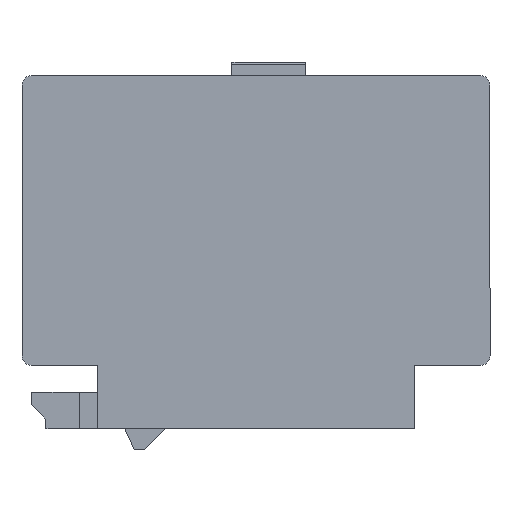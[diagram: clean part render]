
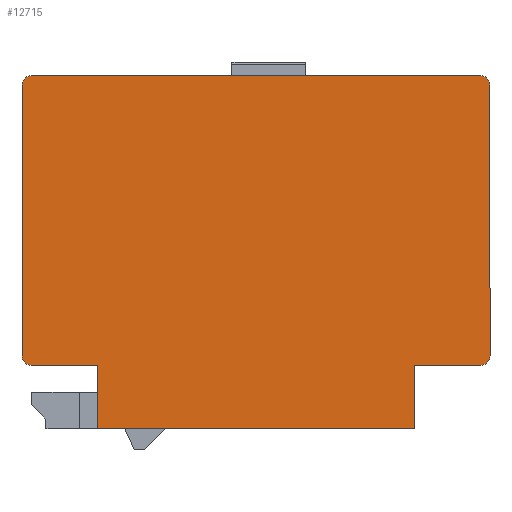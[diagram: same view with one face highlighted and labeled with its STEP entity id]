
A CAD part, left-side view. The second image highlights one B-rep face of the part: STEP entity #12715.
In plain terms, the highlighted planar face has unit normal (-1, 0, 0).
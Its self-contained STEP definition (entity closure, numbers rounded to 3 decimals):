
#207 = CARTESIAN_POINT ( 'NONE',  ( 10.95, 48.8, 1. ) ) ;
#227 = DIRECTION ( 'NONE',  ( -1., 0., 0. ) ) ;
#623 = EDGE_CURVE ( 'NONE', #5678, #8177, #5859, .T. ) ;
#702 = VERTEX_POINT ( 'NONE', #10950 ) ;
#808 = VERTEX_POINT ( 'NONE', #3094 ) ;
#873 = LINE ( 'NONE', #8119, #1345 ) ;
#976 = AXIS2_PLACEMENT_3D ( 'NONE', #9327, #10398, #11278 ) ;
#984 = CARTESIAN_POINT ( 'NONE',  ( 10.95, 1., 29.2 ) ) ;
#1004 = ORIENTED_EDGE ( 'NONE', *, *, #1420, .F. ) ;
#1017 = AXIS2_PLACEMENT_3D ( 'NONE', #984, #8943, #7979 ) ;
#1198 = LINE ( 'NONE', #11992, #1639 ) ;
#1296 = CARTESIAN_POINT ( 'NONE',  ( 10.95, 48.8, -6.601 ) ) ;
#1309 = CARTESIAN_POINT ( 'NONE',  ( 10.95, 48.8, 29.2 ) ) ;
#1316 = ORIENTED_EDGE ( 'NONE', *, *, #10715, .T. ) ;
#1345 = VECTOR ( 'NONE', #4256, 1000. ) ;
#1420 = EDGE_CURVE ( 'NONE', #8018, #2229, #6290, .T. ) ;
#1508 = ORIENTED_EDGE ( 'NONE', *, *, #5004, .T. ) ;
#1639 = VECTOR ( 'NONE', #11054, 1000. ) ;
#1899 = VERTEX_POINT ( 'NONE', #5018 ) ;
#1947 = ORIENTED_EDGE ( 'NONE', *, *, #4057, .T. ) ;
#2003 = DIRECTION ( 'NONE',  ( 0., 0., 1. ) ) ;
#2229 = VERTEX_POINT ( 'NONE', #1309 ) ;
#2320 = DIRECTION ( 'NONE',  ( 0., 0., 1. ) ) ;
#2338 = CARTESIAN_POINT ( 'NONE',  ( 10.95, 1., 0. ) ) ;
#2399 = EDGE_CURVE ( 'NONE', #8177, #11875, #7974, .T. ) ;
#2714 = CARTESIAN_POINT ( 'NONE',  ( 10.95, 0., -6.601 ) ) ;
#3094 = CARTESIAN_POINT ( 'NONE',  ( 10.95, 7.9, 0. ) ) ;
#3304 = PLANE ( 'NONE',  #10789 ) ;
#3335 = CIRCLE ( 'NONE', #4829, 1. ) ;
#3401 = ORIENTED_EDGE ( 'NONE', *, *, #4212, .T. ) ;
#3469 = DIRECTION ( 'NONE',  ( 0., -1., 0. ) ) ;
#3896 = FACE_OUTER_BOUND ( 'NONE', #8128, .T. ) ;
#3908 = CARTESIAN_POINT ( 'NONE',  ( 10.95, 7.9, -6.6 ) ) ;
#4000 = VERTEX_POINT ( 'NONE', #3908 ) ;
#4057 = EDGE_CURVE ( 'NONE', #11875, #10116, #12287, .T. ) ;
#4082 = CARTESIAN_POINT ( 'NONE',  ( 10.95, 39.4, -6.6 ) ) ;
#4133 = ORIENTED_EDGE ( 'NONE', *, *, #8916, .T. ) ;
#4212 = EDGE_CURVE ( 'NONE', #9088, #7000, #10581, .T. ) ;
#4256 = DIRECTION ( 'NONE',  ( 0., 1., 0. ) ) ;
#4740 = DIRECTION ( 'NONE',  ( 0., 0., -1. ) ) ;
#4829 = AXIS2_PLACEMENT_3D ( 'NONE', #9060, #227, #7193 ) ;
#4905 = DIRECTION ( 'NONE',  ( 0., 1., 0. ) ) ;
#5004 = EDGE_CURVE ( 'NONE', #1899, #4000, #5113, .T. ) ;
#5018 = CARTESIAN_POINT ( 'NONE',  ( 10.95, 40.9, -6.6 ) ) ;
#5113 = LINE ( 'NONE', #4082, #8677 ) ;
#5123 = CARTESIAN_POINT ( 'NONE',  ( 10.95, 0., 29.2 ) ) ;
#5136 = DIRECTION ( 'NONE',  ( 0., -1., 0. ) ) ;
#5249 = VECTOR ( 'NONE', #4740, 1000. ) ;
#5342 = VECTOR ( 'NONE', #6670, 1000. ) ;
#5507 = CARTESIAN_POINT ( 'NONE',  ( 10.95, 48.8, 0. ) ) ;
#5678 = VERTEX_POINT ( 'NONE', #2338 ) ;
#5859 = CIRCLE ( 'NONE', #7014, 1. ) ;
#6253 = DIRECTION ( 'NONE',  ( 0., 0., -1. ) ) ;
#6290 = LINE ( 'NONE', #1296, #10185 ) ;
#6565 = ORIENTED_EDGE ( 'NONE', *, *, #7893, .T. ) ;
#6580 = LINE ( 'NONE', #7792, #9685 ) ;
#6670 = DIRECTION ( 'NONE',  ( 0., 0., 1. ) ) ;
#6718 = CARTESIAN_POINT ( 'NONE',  ( 10.95, 40.9, 0. ) ) ;
#6789 = CIRCLE ( 'NONE', #976, 1. ) ;
#7000 = VERTEX_POINT ( 'NONE', #6718 ) ;
#7014 = AXIS2_PLACEMENT_3D ( 'NONE', #7903, #11725, #4905 ) ;
#7193 = DIRECTION ( 'NONE',  ( 0., 0., -1. ) ) ;
#7376 = ORIENTED_EDGE ( 'NONE', *, *, #8535, .T. ) ;
#7563 = CARTESIAN_POINT ( 'NONE',  ( 10.95, 0., 1. ) ) ;
#7743 = CARTESIAN_POINT ( 'NONE',  ( 10.95, 40.9, -8.801 ) ) ;
#7792 = CARTESIAN_POINT ( 'NONE',  ( 10.95, 7.9, -8.801 ) ) ;
#7893 = EDGE_CURVE ( 'NONE', #7000, #1899, #10380, .T. ) ;
#7903 = CARTESIAN_POINT ( 'NONE',  ( 10.95, 1., 1. ) ) ;
#7974 = LINE ( 'NONE', #2714, #5342 ) ;
#7979 = DIRECTION ( 'NONE',  ( 0., 0., -1. ) ) ;
#8018 = VERTEX_POINT ( 'NONE', #207 ) ;
#8119 = CARTESIAN_POINT ( 'NONE',  ( 10.95, 48.8, 30.2 ) ) ;
#8128 = EDGE_LOOP ( 'NONE', ( #1947, #4133, #7376, #1004, #1316, #3401, #6565, #1508, #9669, #11294, #10331, #11900 ) ) ;
#8177 = VERTEX_POINT ( 'NONE', #7563 ) ;
#8535 = EDGE_CURVE ( 'NONE', #702, #2229, #6789, .T. ) ;
#8677 = VECTOR ( 'NONE', #5136, 1000. ) ;
#8842 = EDGE_CURVE ( 'NONE', #808, #5678, #1198, .T. ) ;
#8863 = VECTOR ( 'NONE', #3469, 1000. ) ;
#8916 = EDGE_CURVE ( 'NONE', #10116, #702, #873, .T. ) ;
#8943 = DIRECTION ( 'NONE',  ( -1., 0., 0. ) ) ;
#9060 = CARTESIAN_POINT ( 'NONE',  ( 10.95, 47.8, 1. ) ) ;
#9088 = VERTEX_POINT ( 'NONE', #10297 ) ;
#9327 = CARTESIAN_POINT ( 'NONE',  ( 10.95, 47.8, 29.2 ) ) ;
#9669 = ORIENTED_EDGE ( 'NONE', *, *, #11032, .T. ) ;
#9685 = VECTOR ( 'NONE', #2003, 1000. ) ;
#10116 = VERTEX_POINT ( 'NONE', #11468 ) ;
#10185 = VECTOR ( 'NONE', #2320, 1000. ) ;
#10254 = DIRECTION ( 'NONE',  ( 1., 0., 0. ) ) ;
#10297 = CARTESIAN_POINT ( 'NONE',  ( 10.95, 47.8, 0. ) ) ;
#10331 = ORIENTED_EDGE ( 'NONE', *, *, #623, .T. ) ;
#10380 = LINE ( 'NONE', #7743, #5249 ) ;
#10398 = DIRECTION ( 'NONE',  ( -1., 0., 0. ) ) ;
#10581 = LINE ( 'NONE', #5507, #8863 ) ;
#10715 = EDGE_CURVE ( 'NONE', #8018, #9088, #3335, .T. ) ;
#10789 = AXIS2_PLACEMENT_3D ( 'NONE', #12204, #10254, #6253 ) ;
#10950 = CARTESIAN_POINT ( 'NONE',  ( 10.95, 47.8, 30.2 ) ) ;
#11032 = EDGE_CURVE ( 'NONE', #4000, #808, #6580, .T. ) ;
#11054 = DIRECTION ( 'NONE',  ( 0., -1., 0. ) ) ;
#11278 = DIRECTION ( 'NONE',  ( 0., 0., -1. ) ) ;
#11294 = ORIENTED_EDGE ( 'NONE', *, *, #8842, .T. ) ;
#11468 = CARTESIAN_POINT ( 'NONE',  ( 10.95, 1., 30.2 ) ) ;
#11725 = DIRECTION ( 'NONE',  ( -1., 0., 0. ) ) ;
#11875 = VERTEX_POINT ( 'NONE', #5123 ) ;
#11900 = ORIENTED_EDGE ( 'NONE', *, *, #2399, .T. ) ;
#11992 = CARTESIAN_POINT ( 'NONE',  ( 10.95, 0., 0. ) ) ;
#12204 = CARTESIAN_POINT ( 'NONE',  ( 10.95, 0., -6.601 ) ) ;
#12287 = CIRCLE ( 'NONE', #1017, 1. ) ;
#12715 = ADVANCED_FACE ( 'NONE', ( #3896 ), #3304, .F. ) ;
